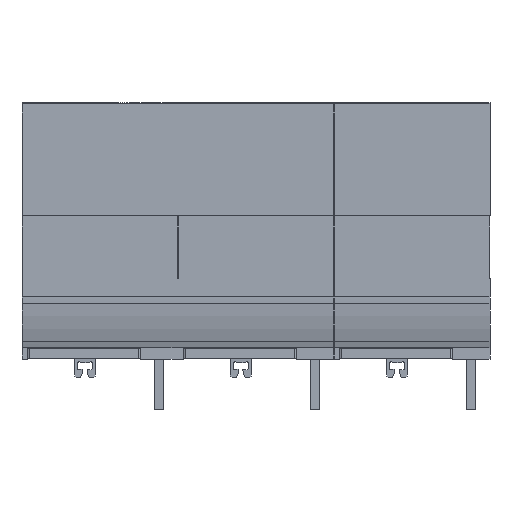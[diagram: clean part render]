
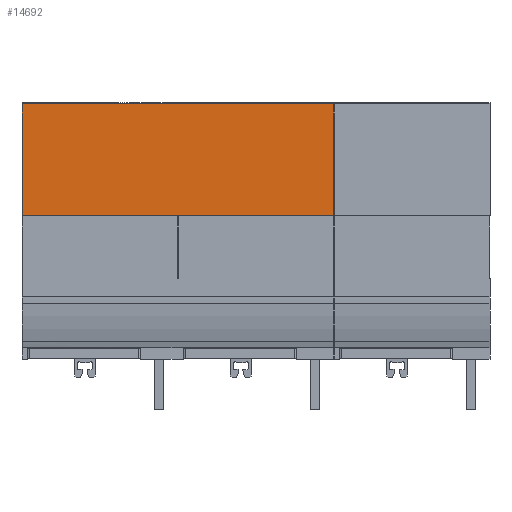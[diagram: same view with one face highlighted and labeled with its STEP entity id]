
A CAD part, front view. The second image highlights one B-rep face of the part: STEP entity #14692.
In plain terms, the highlighted planar face has unit normal (0, -1, 0).
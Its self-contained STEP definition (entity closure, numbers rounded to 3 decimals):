
#14692=ADVANCED_FACE('',(#36545),#36546,.T.);
#23642=VERTEX_POINT('',#45553);
#23644=VERTEX_POINT('',#45555);
#23646=EDGE_CURVE('',#23642,#23644,#45557,.T.);
#24466=VERTEX_POINT('',#46377);
#24468=EDGE_CURVE('',#23642,#24466,#46379,.T.);
#27890=VERTEX_POINT('',#49801);
#27894=EDGE_CURVE('',#27890,#23644,#49805,.T.);
#29104=EDGE_CURVE('',#27890,#24466,#51015,.T.);
#36545=FACE_OUTER_BOUND('',#59155,.T.);
#36546=PLANE('',#59156);
#45553=CARTESIAN_POINT('',(90.0,0.0,56.0));
#45555=CARTESIAN_POINT('',(90.0,0.0,88.3));
#45557=LINE('',#73187,#73188);
#46377=CARTESIAN_POINT('',(0.0,0.0,56.0));
#46379=LINE('',#74499,#74500);
#49801=CARTESIAN_POINT('',(0.0,0.0,88.3));
#49805=LINE('',#79869,#79870);
#51015=LINE('',#81739,#81740);
#59155=EDGE_LOOP('',(#99829,#99830,#99831,#99832));
#59156=AXIS2_PLACEMENT_3D('',#99833,#99834,#99835);
#73187=CARTESIAN_POINT('',(90.0,0.0,56.0));
#73188=VECTOR('',#103754,1.0);
#74499=CARTESIAN_POINT('',(45.0,0.0,56.0));
#74500=VECTOR('',#104049,1.0);
#79869=CARTESIAN_POINT('',(22.5,0.0,88.3));
#79870=VECTOR('',#105417,1.0);
#81739=CARTESIAN_POINT('',(0.0,0.0,56.0));
#81740=VECTOR('',#105932,1.0);
#99829=ORIENTED_EDGE('',*,*,#29104,.T.);
#99830=ORIENTED_EDGE('',*,*,#24468,.F.);
#99831=ORIENTED_EDGE('',*,*,#23646,.T.);
#99832=ORIENTED_EDGE('',*,*,#27894,.F.);
#99833=CARTESIAN_POINT('',(45.0,0.0,56.1));
#99834=DIRECTION('',(0.0,-1.0,0.0));
#99835=DIRECTION('',(0.0,0.0,1.0));
#103754=DIRECTION('',(0.0,0.0,1.0));
#104049=DIRECTION('',(-1.0,0.0,0.0));
#105417=DIRECTION('',(1.0,0.0,0.0));
#105932=DIRECTION('',(0.0,0.0,-1.0));
